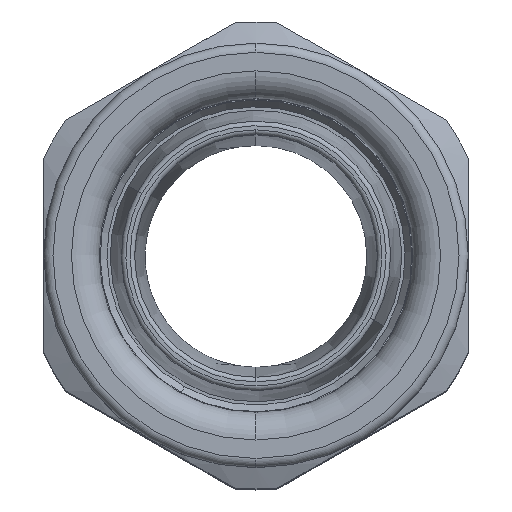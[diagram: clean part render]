
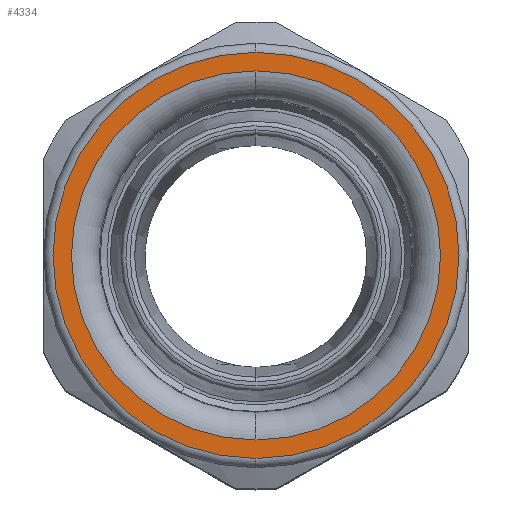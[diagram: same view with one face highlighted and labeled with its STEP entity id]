
A CAD part, top view. The second image highlights one B-rep face of the part: STEP entity #4334.
In plain terms, the highlighted planar face has unit normal (0, 0, 1).
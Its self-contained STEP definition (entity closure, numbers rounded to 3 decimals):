
#4222=AXIS2_PLACEMENT_3D('Circle Axis2P3D',#4220,#4221,$) ;
#4246=AXIS2_PLACEMENT_3D('Circle Axis2P3D',#4244,#4245,$) ;
#4310=AXIS2_PLACEMENT_3D('Plane Axis2P3D',#4307,#4308,#4309) ;
#4314=AXIS2_PLACEMENT_3D('Circle Axis2P3D',#4312,#4313,$) ;
#4323=AXIS2_PLACEMENT_3D('Circle Axis2P3D',#4321,#4322,$) ;
#4217=CARTESIAN_POINT('Vertex',(23.,45.3,91.9)) ;
#4220=CARTESIAN_POINT('Axis2P3D Location',(23.,25.3,91.9)) ;
#4224=CARTESIAN_POINT('Vertex',(23.,5.3,91.9)) ;
#4244=CARTESIAN_POINT('Axis2P3D Location',(23.,25.3,91.9)) ;
#4307=CARTESIAN_POINT('Axis2P3D Location',(23.,25.3,91.9)) ;
#4312=CARTESIAN_POINT('Axis2P3D Location',(23.,25.3,91.9)) ;
#4316=CARTESIAN_POINT('Vertex',(23.,3.3,91.9)) ;
#4318=CARTESIAN_POINT('Vertex',(23.,47.3,91.9)) ;
#4321=CARTESIAN_POINT('Axis2P3D Location',(23.,25.3,91.9)) ;
#4221=DIRECTION('Axis2P3D Direction',(0.,0.,1.)) ;
#4245=DIRECTION('Axis2P3D Direction',(0.,0.,1.)) ;
#4308=DIRECTION('Axis2P3D Direction',(0.,0.,1.)) ;
#4309=DIRECTION('Axis2P3D XDirection',(0.,1.,0.)) ;
#4313=DIRECTION('Axis2P3D Direction',(0.,0.,1.)) ;
#4322=DIRECTION('Axis2P3D Direction',(0.,0.,1.)) ;
#4327=ORIENTED_EDGE('',*,*,#4320,.T.) ;
#4328=ORIENTED_EDGE('',*,*,#4325,.T.) ;
#4331=ORIENTED_EDGE('',*,*,#4248,.F.) ;
#4332=ORIENTED_EDGE('',*,*,#4226,.F.) ;
#4333=FACE_BOUND('',#4330,.T.) ;
#4334=ADVANCED_FACE('PartBody',(#4329,#4333),#4311,.T.) ;
#4223=CIRCLE('generated circle',#4222,20.) ;
#4247=CIRCLE('generated circle',#4246,20.) ;
#4315=CIRCLE('generated circle',#4314,22.) ;
#4324=CIRCLE('generated circle',#4323,22.) ;
#4226=EDGE_CURVE('',#4218,#4225,#4223,.T.) ;
#4248=EDGE_CURVE('',#4225,#4218,#4247,.T.) ;
#4320=EDGE_CURVE('',#4317,#4319,#4315,.T.) ;
#4325=EDGE_CURVE('',#4319,#4317,#4324,.T.) ;
#4326=EDGE_LOOP('',(#4327,#4328)) ;
#4330=EDGE_LOOP('',(#4331,#4332)) ;
#4329=FACE_OUTER_BOUND('',#4326,.T.) ;
#4311=PLANE('',#4310) ;
#4218=VERTEX_POINT('',#4217) ;
#4225=VERTEX_POINT('',#4224) ;
#4317=VERTEX_POINT('',#4316) ;
#4319=VERTEX_POINT('',#4318) ;
